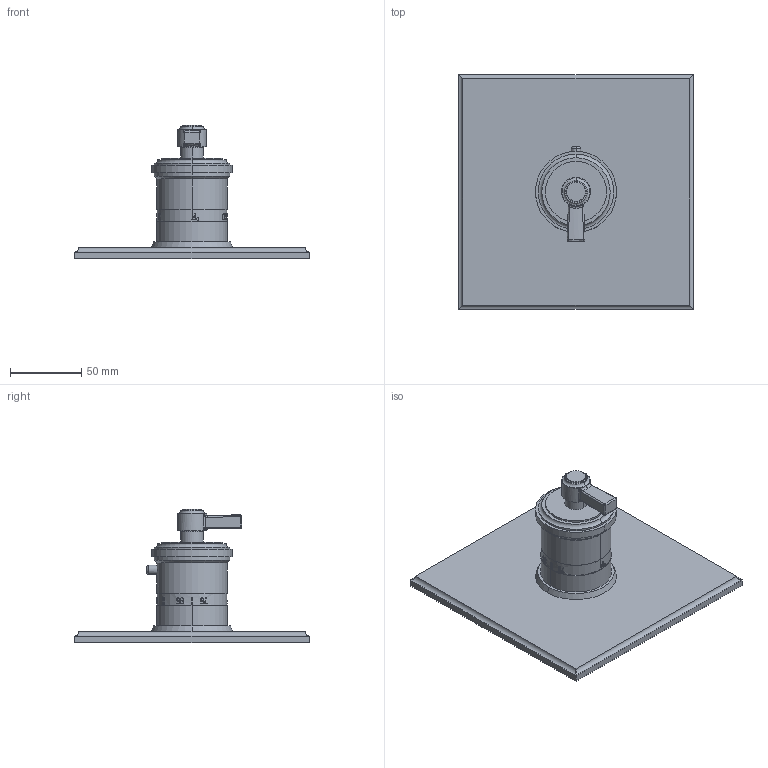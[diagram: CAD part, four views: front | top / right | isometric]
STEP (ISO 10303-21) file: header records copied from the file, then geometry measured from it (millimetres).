
FILE_DESCRIPTION((''),'2;1');
FILE_NAME('3-1624TS','2020-12-03T11:30:26',('jinson.thomas'),(''),'CREO PARAMETRIC BY PTC INC, 2018400','CREO PARAMETRIC BY PTC INC, 2018400','');
FILE_SCHEMA(('CONFIG_CONTROL_DESIGN'));
Length unit declared in the file: inch
Products named in the file (1): 3-1624TS
Bounding box: 165.1 x 165.1 x 94.11 mm (x, y, z)
Volume: 348007.8 mm3; surface area: 72278.6 mm2
Topology: 1 solids, 1 shells, 434 faces, 1168 edges, 762 vertices
Faces by surface type: plane 341, cylinder 51, bspline 22, torus 10, sphere 6, cone 4
Entity records: 14373 total; most frequent: CARTESIAN_POINT 4309, ORIENTED_EDGE 2332, DIRECTION 1716, EDGE_CURVE 1166, VERTEX_POINT 762, AXIS2_PLACEMENT_3D 614, VECTOR 488, LINE 488
